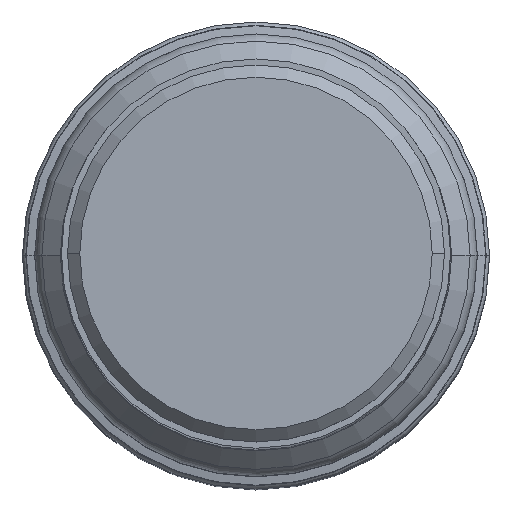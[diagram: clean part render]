
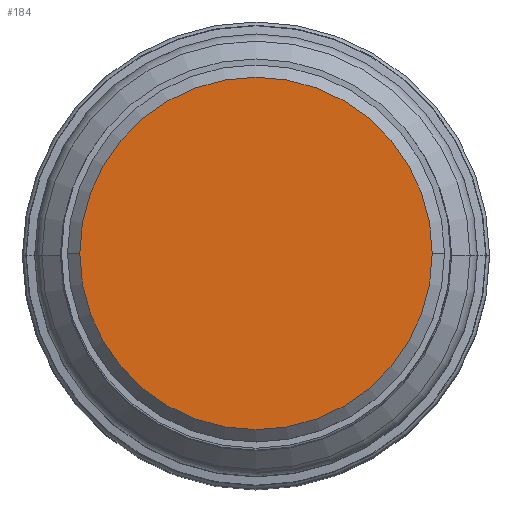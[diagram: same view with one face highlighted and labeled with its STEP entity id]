
A CAD part, top view. The second image highlights one B-rep face of the part: STEP entity #184.
In plain terms, the highlighted planar face has unit normal (0, 0, 1).
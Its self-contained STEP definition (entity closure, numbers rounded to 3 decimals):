
#29=PLANE('',#1450);
#184=ADVANCED_FACE('',(#273),#29,.F.);
#273=FACE_OUTER_BOUND('',#347,.T.);
#347=EDGE_LOOP('',(#624,#625,#626,#627));
#624=ORIENTED_EDGE('',*,*,#924,.F.);
#625=ORIENTED_EDGE('',*,*,#923,.F.);
#626=ORIENTED_EDGE('',*,*,#925,.F.);
#627=ORIENTED_EDGE('',*,*,#926,.F.);
#768=VERTEX_POINT('',#2996);
#769=VERTEX_POINT('',#2998);
#770=VERTEX_POINT('',#3000);
#771=VERTEX_POINT('',#3004);
#923=EDGE_CURVE('',#769,#770,#1097,.T.);
#924=EDGE_CURVE('',#770,#768,#1098,.T.);
#925=EDGE_CURVE('',#771,#769,#1099,.T.);
#926=EDGE_CURVE('',#768,#771,#1100,.T.);
#1097=CIRCLE('',#1445,14.375);
#1098=CIRCLE('',#1446,14.375);
#1099=CIRCLE('',#1448,14.375);
#1100=CIRCLE('',#1449,14.375);
#1445=AXIS2_PLACEMENT_3D('',#2999,#1793,#1794);
#1446=AXIS2_PLACEMENT_3D('',#3001,#1795,#1796);
#1448=AXIS2_PLACEMENT_3D('',#3003,#1799,#1800);
#1449=AXIS2_PLACEMENT_3D('',#3005,#1801,#1802);
#1450=AXIS2_PLACEMENT_3D('',#3006,#1803,#1804);
#1793=DIRECTION('',(0.,0.,-1.));
#1794=DIRECTION('',(1.,0.,0.));
#1795=DIRECTION('',(0.,0.,-1.));
#1796=DIRECTION('',(0.,-1.,0.));
#1799=DIRECTION('',(0.,0.,-1.));
#1800=DIRECTION('',(0.,1.,0.));
#1801=DIRECTION('',(0.,0.,-1.));
#1802=DIRECTION('',(-1.,0.,0.));
#1803=DIRECTION('',(0.,0.,-1.));
#1804=DIRECTION('',(-1.,0.,0.));
#2996=CARTESIAN_POINT('',(-14.375,0.,0.));
#2998=CARTESIAN_POINT('',(14.375,0.,0.));
#2999=CARTESIAN_POINT('',(0.,0.,0.));
#3000=CARTESIAN_POINT('',(0.,-14.375,0.));
#3001=CARTESIAN_POINT('',(0.,0.,0.));
#3003=CARTESIAN_POINT('',(0.,0.,0.));
#3004=CARTESIAN_POINT('',(0.,14.375,0.));
#3005=CARTESIAN_POINT('',(0.,0.,0.));
#3006=CARTESIAN_POINT('',(0.,0.,0.));
